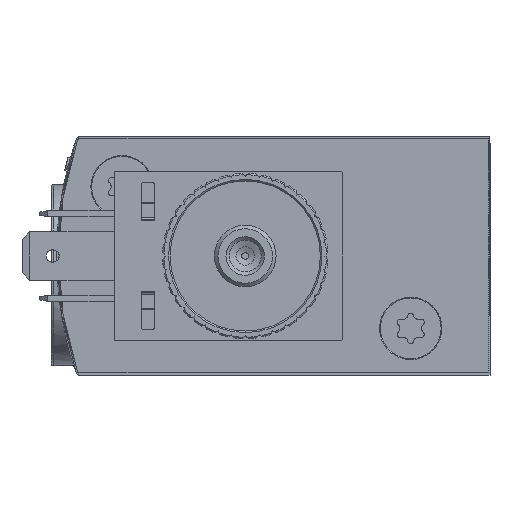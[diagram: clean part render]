
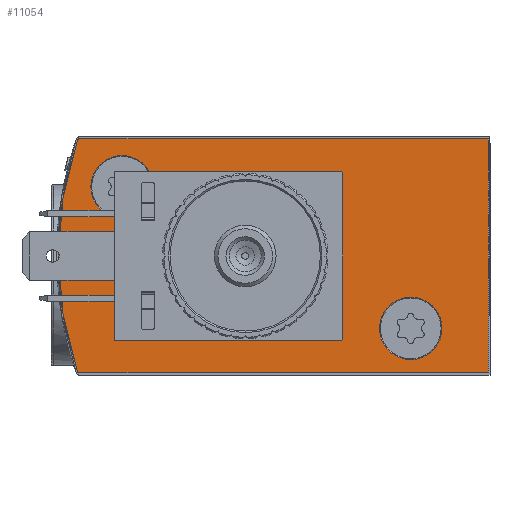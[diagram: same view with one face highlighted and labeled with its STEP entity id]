
A CAD part, left-side view. The second image highlights one B-rep face of the part: STEP entity #11054.
In plain terms, the highlighted planar face has unit normal (-1, 0, 0).
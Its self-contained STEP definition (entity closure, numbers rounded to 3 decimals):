
#837=LINE('',#19120,#1784);
#845=LINE('',#19154,#1792);
#851=LINE('',#19171,#1798);
#1784=VECTOR('',#15698,1000.);
#1792=VECTOR('',#15730,1000.);
#1798=VECTOR('',#15746,1000.);
#3494=ORIENTED_EDGE('',*,*,#6139,.F.);
#3495=ORIENTED_EDGE('',*,*,#6140,.T.);
#3496=ORIENTED_EDGE('',*,*,#6141,.T.);
#3497=ORIENTED_EDGE('',*,*,#6100,.F.);
#3498=ORIENTED_EDGE('',*,*,#6033,.F.);
#3499=ORIENTED_EDGE('',*,*,#6135,.F.);
#3500=ORIENTED_EDGE('',*,*,#6132,.F.);
#3501=ORIENTED_EDGE('',*,*,#6122,.F.);
#3502=ORIENTED_EDGE('',*,*,#6103,.F.);
#6033=EDGE_CURVE('',#7467,#7468,#8378,.T.);
#6100=EDGE_CURVE('',#7468,#7527,#8415,.T.);
#6103=EDGE_CURVE('',#7527,#7529,#837,.T.);
#6122=EDGE_CURVE('',#7529,#7543,#845,.T.);
#6132=EDGE_CURVE('',#7543,#7549,#851,.T.);
#6135=EDGE_CURVE('',#7549,#7467,#8432,.T.);
#6139=EDGE_CURVE('',#7553,#7553,#8436,.F.);
#6140=EDGE_CURVE('',#7554,#7554,#8437,.T.);
#6141=EDGE_CURVE('',#7555,#7555,#8438,.T.);
#7467=VERTEX_POINT('',#18975);
#7468=VERTEX_POINT('',#18976);
#7527=VERTEX_POINT('',#19115);
#7529=VERTEX_POINT('',#19121);
#7543=VERTEX_POINT('',#19155);
#7549=VERTEX_POINT('',#19172);
#7553=VERTEX_POINT('',#19186);
#7554=VERTEX_POINT('',#19188);
#7555=VERTEX_POINT('',#19190);
#8378=CIRCLE('',#13670,46.5);
#8415=CIRCLE('',#13720,0.2);
#8432=CIRCLE('',#13741,0.2);
#8436=CIRCLE('',#13747,5.);
#8437=CIRCLE('',#13748,4.05);
#8438=CIRCLE('',#13749,4.05);
#9027=EDGE_LOOP('',(#3494));
#9028=EDGE_LOOP('',(#3495));
#9029=EDGE_LOOP('',(#3496));
#9030=EDGE_LOOP('',(#3497,#3498,#3499,#3500,#3501,#3502));
#9898=FACE_BOUND('',#9027,.T.);
#9899=FACE_BOUND('',#9028,.T.);
#9900=FACE_BOUND('',#9029,.T.);
#9901=FACE_BOUND('',#9030,.T.);
#10603=PLANE('',#13746);
#11054=ADVANCED_FACE('',(#9898,#9899,#9900,#9901),#10603,.F.);
#13670=AXIS2_PLACEMENT_3D('',#18974,#15561,#15562);
#13720=AXIS2_PLACEMENT_3D('',#19114,#15691,#15692);
#13741=AXIS2_PLACEMENT_3D('',#19177,#15751,#15752);
#13746=AXIS2_PLACEMENT_3D('',#19184,#15761,#15762);
#13747=AXIS2_PLACEMENT_3D('',#19185,#15763,#15764);
#13748=AXIS2_PLACEMENT_3D('',#19187,#15765,#15766);
#13749=AXIS2_PLACEMENT_3D('',#19189,#15767,#15768);
#15561=DIRECTION('',(1.,0.,0.));
#15562=DIRECTION('',(0.,0.,-1.));
#15691=DIRECTION('',(1.,0.,0.));
#15692=DIRECTION('',(0.,0.,-1.));
#15698=DIRECTION('',(0.,-1.,0.));
#15730=DIRECTION('',(0.,0.,-1.));
#15746=DIRECTION('',(0.,1.,0.));
#15751=DIRECTION('',(1.,0.,0.));
#15752=DIRECTION('',(0.,0.,-1.));
#15761=DIRECTION('',(1.,0.,0.));
#15762=DIRECTION('',(0.,0.,-1.));
#15763=DIRECTION('',(1.,0.,0.));
#15764=DIRECTION('',(0.,0.,-1.));
#15765=DIRECTION('',(1.,0.,0.));
#15766=DIRECTION('',(0.,0.,-1.));
#15767=DIRECTION('',(1.,0.,0.));
#15768=DIRECTION('',(0.,0.,-1.));
#18974=CARTESIAN_POINT('',(0.,9.6,0.));
#18975=CARTESIAN_POINT('',(0.,53.592,-15.065));
#18976=CARTESIAN_POINT('',(0.,53.592,15.065));
#19114=CARTESIAN_POINT('',(0.,53.403,15.));
#19115=CARTESIAN_POINT('',(0.,53.403,15.2));
#19120=CARTESIAN_POINT('',(0.,53.403,15.2));
#19121=CARTESIAN_POINT('',(0.,0.2,15.2));
#19154=CARTESIAN_POINT('',(0.,0.2,15.2));
#19155=CARTESIAN_POINT('',(0.,0.2,-15.2));
#19171=CARTESIAN_POINT('',(0.,0.2,-15.2));
#19172=CARTESIAN_POINT('',(0.,53.403,-15.2));
#19177=CARTESIAN_POINT('',(0.,53.403,-15.));
#19184=CARTESIAN_POINT('',(0.,53.403,15.));
#19185=CARTESIAN_POINT('',(0.,31.8,0.));
#19186=CARTESIAN_POINT('',(0.,31.8,-5.));
#19187=CARTESIAN_POINT('',(0.,47.8,9.));
#19188=CARTESIAN_POINT('',(0.,47.8,4.95));
#19189=CARTESIAN_POINT('',(0.,10.3,-9.4));
#19190=CARTESIAN_POINT('',(0.,10.3,-13.45));
